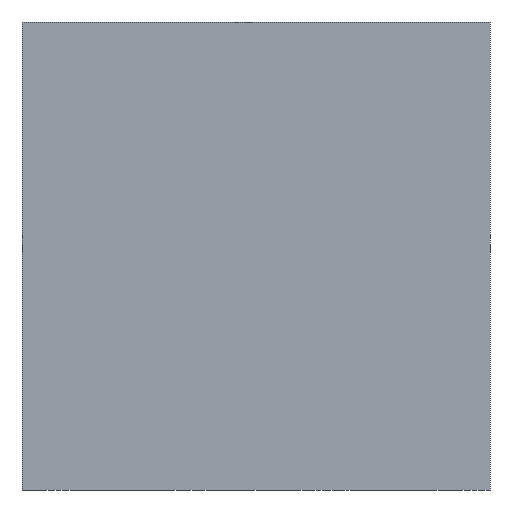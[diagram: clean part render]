
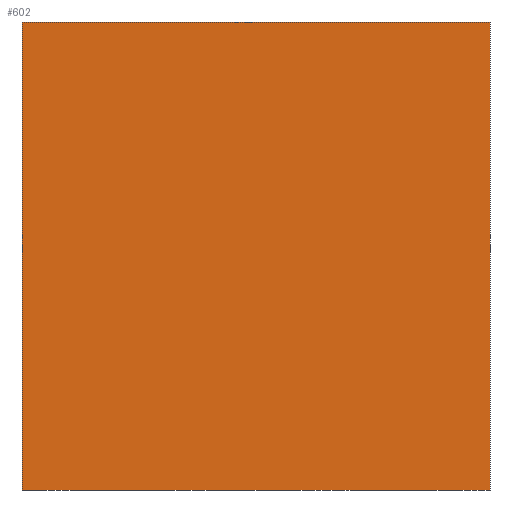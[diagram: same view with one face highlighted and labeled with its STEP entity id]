
A CAD part, front view. The second image highlights one B-rep face of the part: STEP entity #602.
In plain terms, the highlighted planar face has unit normal (0, -1, 0).
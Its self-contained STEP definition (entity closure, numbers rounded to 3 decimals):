
#38=PLANE('',#665);
#70=FACE_OUTER_BOUND('',#102,.T.);
#102=EDGE_LOOP('',(#553,#554,#555,#556));
#162=LINE('',#986,#230);
#170=LINE('',#1001,#238);
#171=LINE('',#1003,#239);
#172=LINE('',#1004,#240);
#230=VECTOR('',#813,10.);
#238=VECTOR('',#825,10.);
#239=VECTOR('',#828,10.);
#240=VECTOR('',#829,10.);
#305=VERTEX_POINT('',#982);
#307=VERTEX_POINT('',#985);
#311=VERTEX_POINT('',#997);
#312=VERTEX_POINT('',#999);
#386=EDGE_CURVE('',#305,#307,#162,.T.);
#394=EDGE_CURVE('',#311,#312,#170,.T.);
#395=EDGE_CURVE('',#305,#311,#171,.T.);
#396=EDGE_CURVE('',#307,#312,#172,.T.);
#553=ORIENTED_EDGE('',*,*,#395,.T.);
#554=ORIENTED_EDGE('',*,*,#394,.T.);
#555=ORIENTED_EDGE('',*,*,#396,.F.);
#556=ORIENTED_EDGE('',*,*,#386,.F.);
#602=ADVANCED_FACE('',(#70),#38,.T.);
#665=AXIS2_PLACEMENT_3D('',#1002,#826,#827);
#813=DIRECTION('',(0.,0.,1.));
#825=DIRECTION('',(0.,0.,1.));
#826=DIRECTION('center_axis',(0.,-1.,0.));
#827=DIRECTION('ref_axis',(1.,0.,0.));
#828=DIRECTION('',(1.,0.,0.));
#829=DIRECTION('',(1.,0.,0.));
#982=CARTESIAN_POINT('',(-5.4,0.,0.));
#985=CARTESIAN_POINT('',(-5.4,0.,10.8));
#986=CARTESIAN_POINT('',(-5.4,0.,0.));
#997=CARTESIAN_POINT('',(5.4,0.,0.));
#999=CARTESIAN_POINT('',(5.4,0.,10.8));
#1001=CARTESIAN_POINT('',(5.4,0.,0.));
#1002=CARTESIAN_POINT('Origin',(-5.4,0.,0.));
#1003=CARTESIAN_POINT('',(0.,0.,0.));
#1004=CARTESIAN_POINT('',(0.,0.,10.8));
